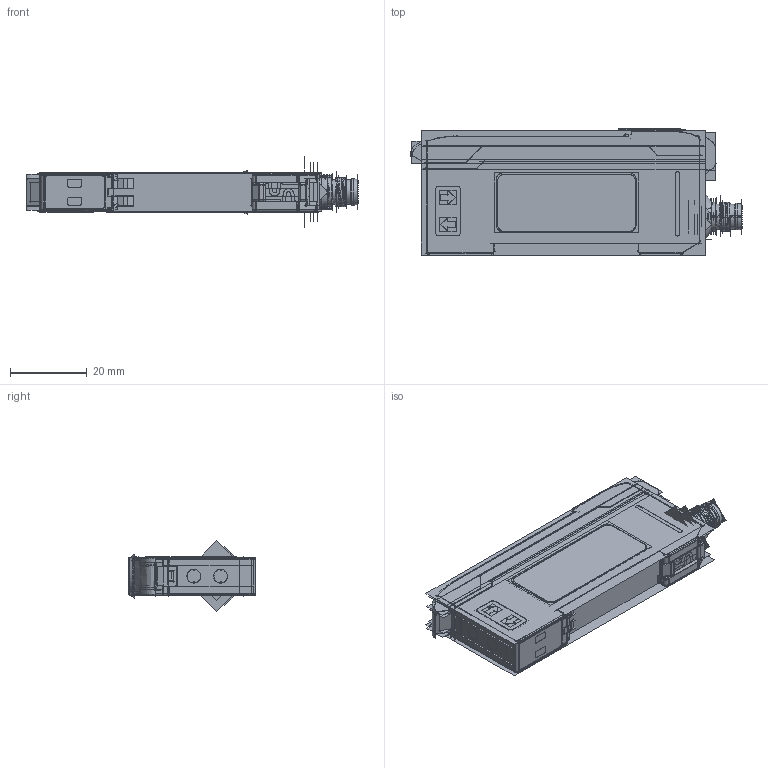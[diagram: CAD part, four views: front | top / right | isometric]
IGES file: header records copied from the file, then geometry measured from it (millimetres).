
Start section:  PTC IGES file: 161274.igs
Global section: file name: 161274.igs; native system: Creo Parametric by PTC Inc.; preprocessor: 2019292; author: PDMAdmin; organization: Unknown; date: 20220418.102035; units: millimetre
Bounding box: 86.4 x 33.09 x 18.39 mm (x, y, z)
Volume: 28398.5 mm3; surface area: 305206.2 mm2
Topology: 16 solids, 18 shells, 5036 faces, 30722 edges, 42236 vertices
Faces by surface type: bspline 3760, revolution 1266, extrusion 10
